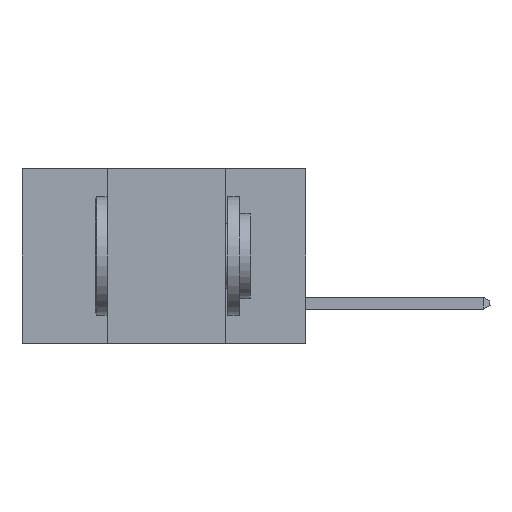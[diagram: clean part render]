
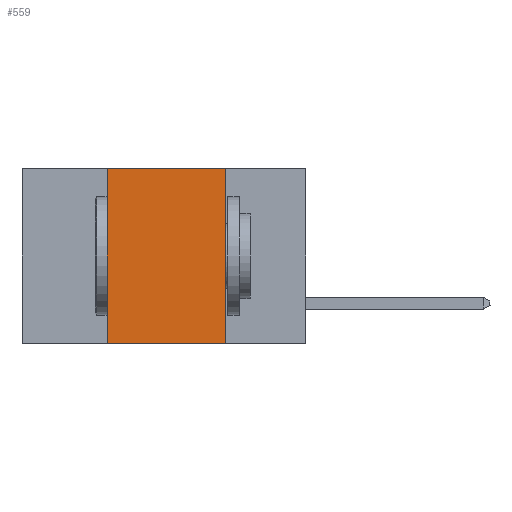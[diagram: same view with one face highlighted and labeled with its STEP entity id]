
A CAD part, left-side view. The second image highlights one B-rep face of the part: STEP entity #559.
In plain terms, the highlighted planar face has unit normal (-1, 0, 0).
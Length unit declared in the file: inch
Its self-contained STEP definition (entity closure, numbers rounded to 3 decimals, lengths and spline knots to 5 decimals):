
#94 = CARTESIAN_POINT ( 'NONE',  ( 0., 0.17, 0. ) ) ;
#171 = CARTESIAN_POINT ( 'NONE',  ( 0., 0.17, 0. ) ) ;
#344 = ORIENTED_EDGE ( 'NONE', *, *, #558, .F. ) ;
#558 = EDGE_CURVE ( 'NONE', #9108, #9992, #4381, .T. ) ;
#559 = ADVANCED_FACE ( 'NONE', ( #6651 ), #1344, .F. ) ;
#1344 = PLANE ( 'NONE',  #2552 ) ;
#1579 = VERTEX_POINT ( 'NONE', #2463 ) ;
#2262 = DIRECTION ( 'NONE',  ( 0., 0., -1. ) ) ;
#2373 = VERTEX_POINT ( 'NONE', #10563 ) ;
#2384 = VECTOR ( 'NONE', #2759, 39.37008 ) ;
#2463 = CARTESIAN_POINT ( 'NONE',  ( 0., 0.17, -0.37 ) ) ;
#2552 = AXIS2_PLACEMENT_3D ( 'NONE', #7382, #6634, #2262 ) ;
#2678 = EDGE_CURVE ( 'NONE', #2373, #1579, #8719, .T. ) ;
#2759 = DIRECTION ( 'NONE',  ( 0., 0., -1. ) ) ;
#4067 = DIRECTION ( 'NONE',  ( 0., -1., 0. ) ) ;
#4381 = LINE ( 'NONE', #6526, #9234 ) ;
#4866 = ORIENTED_EDGE ( 'NONE', *, *, #10497, .F. ) ;
#5480 = LINE ( 'NONE', #7490, #10056 ) ;
#6059 = LINE ( 'NONE', #171, #2384 ) ;
#6526 = CARTESIAN_POINT ( 'NONE',  ( 0., 0.6, 0. ) ) ;
#6634 = DIRECTION ( 'NONE',  ( 1., 0., 0. ) ) ;
#6651 = FACE_OUTER_BOUND ( 'NONE', #8886, .T. ) ;
#6824 = CARTESIAN_POINT ( 'NONE',  ( 0., 0.6, -0.37 ) ) ;
#6947 = VECTOR ( 'NONE', #9401, 39.37008 ) ;
#7382 = CARTESIAN_POINT ( 'NONE',  ( 0., 0.6, 0. ) ) ;
#7490 = CARTESIAN_POINT ( 'NONE',  ( 0., 0.42, 0. ) ) ;
#7529 = ORIENTED_EDGE ( 'NONE', *, *, #8337, .F. ) ;
#8337 = EDGE_CURVE ( 'NONE', #2373, #9108, #5480, .T. ) ;
#8369 = DIRECTION ( 'NONE',  ( 0., 0., 1. ) ) ;
#8702 = ORIENTED_EDGE ( 'NONE', *, *, #2678, .T. ) ;
#8719 = LINE ( 'NONE', #6824, #6947 ) ;
#8886 = EDGE_LOOP ( 'NONE', ( #4866, #344, #7529, #8702 ) ) ;
#9108 = VERTEX_POINT ( 'NONE', #10595 ) ;
#9234 = VECTOR ( 'NONE', #4067, 39.37008 ) ;
#9401 = DIRECTION ( 'NONE',  ( 0., -1., 0. ) ) ;
#9992 = VERTEX_POINT ( 'NONE', #94 ) ;
#10056 = VECTOR ( 'NONE', #8369, 39.37008 ) ;
#10497 = EDGE_CURVE ( 'NONE', #9992, #1579, #6059, .T. ) ;
#10563 = CARTESIAN_POINT ( 'NONE',  ( 0., 0.42, -0.37 ) ) ;
#10595 = CARTESIAN_POINT ( 'NONE',  ( 0., 0.42, 0. ) ) ;
